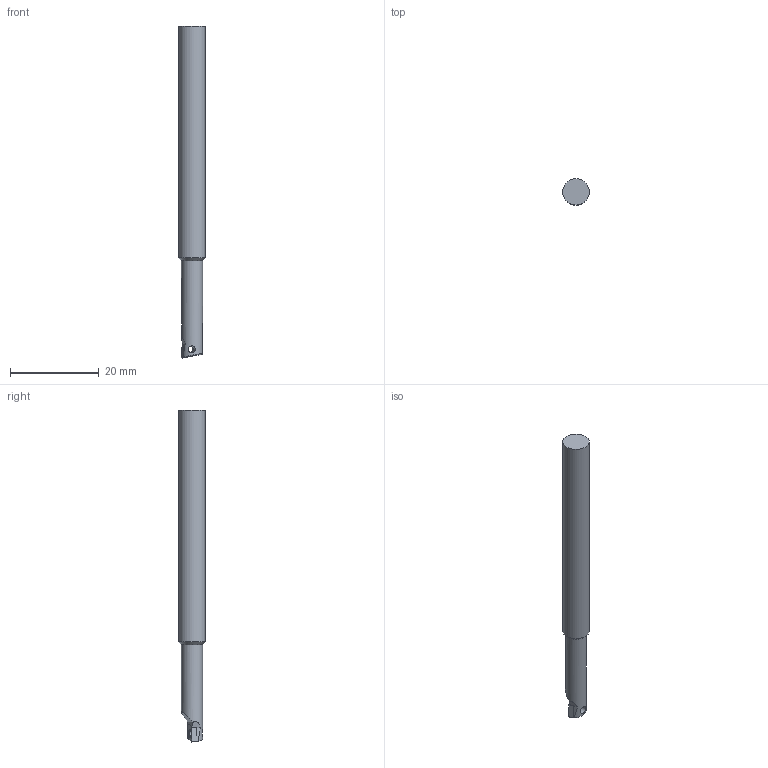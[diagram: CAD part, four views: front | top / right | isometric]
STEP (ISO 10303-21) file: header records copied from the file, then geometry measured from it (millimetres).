
FILE_DESCRIPTION((''),'1');
FILE_NAME('ST06W-EB5-20.stp','2022-09-28T00:44:25',(''),(''),'Spatial Interop R21 SP3','Kubotek KeyCreator 2011 V10.0.2 (22737)',' ');
FILE_SCHEMA(('automotive_design'));
Length unit declared in the file: millimetre
Products named in the file (2): 241[3]; 240[2]
Bounding box: 6 x 6 x 75 mm (x, y, z)
Volume: 1834.9 mm3; surface area: 1394.1 mm2
Topology: 2 solids, 2 shells, 31 faces, 86 edges, 59 vertices
Faces by surface type: plane 18, cone 7, cylinder 6
Full cylindrical faces by diameter (mm): 1.6 x1, 1.8 x1, 4.75 x1, 6 x1
Entity records: 1826 total; most frequent: CARTESIAN_POINT 243, ORIENTED_EDGE 158, DIRECTION 151, PRESENTATION_STYLE_ASSIGNMENT 145, COLOUR_RGB 145, STYLED_ITEM 112, CURVE_STYLE 112, DRAUGHTING_PRE_DEFINED_CURVE_FONT 112
